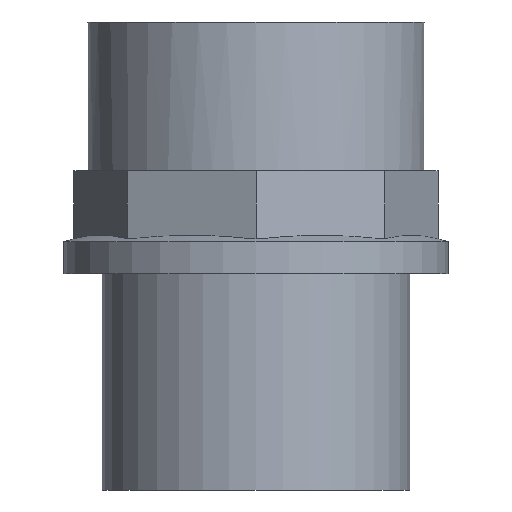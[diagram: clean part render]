
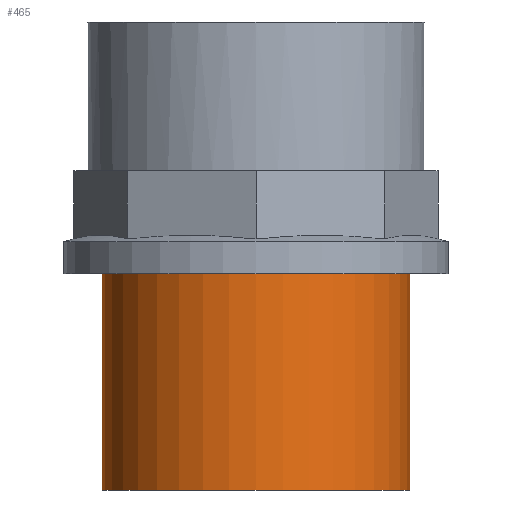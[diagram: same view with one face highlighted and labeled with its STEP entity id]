
A CAD part, front view. The second image highlights one B-rep face of the part: STEP entity #465.
In plain terms, the highlighted cylindrical face has radius 16 mm (diameter 32 mm), a full revolution.
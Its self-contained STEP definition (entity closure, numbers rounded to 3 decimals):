
#16=CYLINDRICAL_SURFACE($,#513,16.);
#40=FACE_OUTER_BOUND($,#154,.T.);
#119=FACE_BOUND($,#155,.T.);
#154=EDGE_LOOP($,(#381));
#155=EDGE_LOOP($,(#382));
#187=CIRCLE($,#511,16.);
#189=CIRCLE($,#514,16.);
#232=VERTEX_POINT($,#800);
#234=VERTEX_POINT($,#805);
#293=EDGE_CURVE($,#232,#232,#187,.T.);
#295=EDGE_CURVE($,#234,#234,#189,.T.);
#381=ORIENTED_EDGE($,*,*,#295,.F.);
#382=ORIENTED_EDGE($,*,*,#293,.T.);
#465=ADVANCED_FACE($,(#40,#119),#16,.T.);
#511=AXIS2_PLACEMENT_3D($,#801,#621,#622);
#513=AXIS2_PLACEMENT_3D($,#804,#625,#626);
#514=AXIS2_PLACEMENT_3D($,#806,#627,#628);
#621=DIRECTION('center_axis',(0.,0.,1.));
#622=DIRECTION('ref_axis',(0.,-1.,0.));
#625=DIRECTION('center_axis',(0.,0.,1.));
#626=DIRECTION('ref_axis',(0.,-1.,0.));
#627=DIRECTION('center_axis',(0.,0.,1.));
#628=DIRECTION('ref_axis',(0.,-1.,0.));
#800=CARTESIAN_POINT('',(0.,-16.,0.));
#801=CARTESIAN_POINT('Origin',(0.,0.,0.));
#804=CARTESIAN_POINT('Origin',(0.,0.,11.25));
#805=CARTESIAN_POINT('',(0.,-16.,22.5));
#806=CARTESIAN_POINT('Origin',(0.,0.,22.5));
